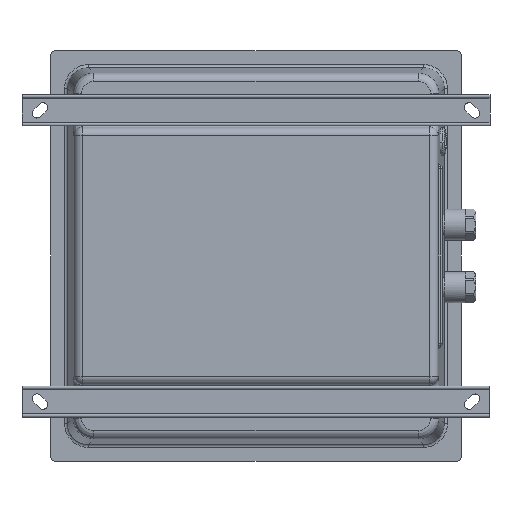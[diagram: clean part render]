
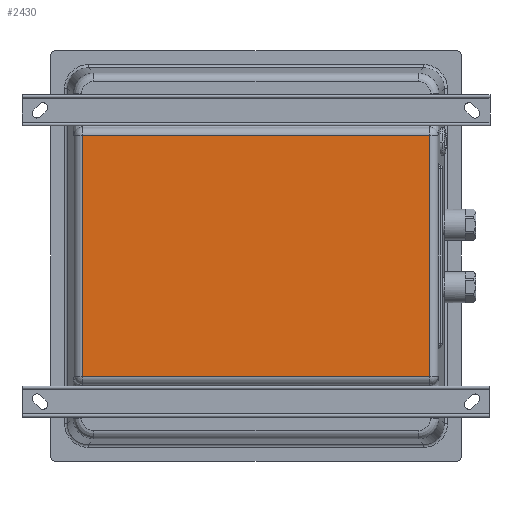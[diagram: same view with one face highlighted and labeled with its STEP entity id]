
A CAD part, front view. The second image highlights one B-rep face of the part: STEP entity #2430.
In plain terms, the highlighted planar face has unit normal (0, -1, 0).
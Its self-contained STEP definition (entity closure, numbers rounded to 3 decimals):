
#122 = DIRECTION ( 'NONE',  ( 0., 0., -1. ) ) ;
#260 = VECTOR ( 'NONE', #4446, 1000. ) ;
#338 = AXIS2_PLACEMENT_3D ( 'NONE', #1598, #3332, #4709 ) ;
#566 = EDGE_CURVE ( 'NONE', #2690, #4044, #2530, .T. ) ;
#726 = CARTESIAN_POINT ( 'NONE',  ( 166.912, 0., -115.913 ) ) ;
#947 = CARTESIAN_POINT ( 'NONE',  ( -166.912, 0., 0. ) ) ;
#1028 = VERTEX_POINT ( 'NONE', #2481 ) ;
#1270 = VECTOR ( 'NONE', #5357, 1000. ) ;
#1361 = EDGE_CURVE ( 'NONE', #1028, #3774, #3613, .T. ) ;
#1443 = EDGE_LOOP ( 'NONE', ( #4467, #3418, #1882, #2018 ) ) ;
#1598 = CARTESIAN_POINT ( 'NONE',  ( 0., 0., 0. ) ) ;
#1611 = VECTOR ( 'NONE', #3840, 1000. ) ;
#1650 = PLANE ( 'NONE',  #338 ) ;
#1882 = ORIENTED_EDGE ( 'NONE', *, *, #4200, .T. ) ;
#2018 = ORIENTED_EDGE ( 'NONE', *, *, #566, .T. ) ;
#2133 = CARTESIAN_POINT ( 'NONE',  ( 166.912, 0., 115.913 ) ) ;
#2430 = ADVANCED_FACE ( 'NONE', ( #3837 ), #1650, .F. ) ;
#2481 = CARTESIAN_POINT ( 'NONE',  ( -166.912, 0., -115.913 ) ) ;
#2530 = LINE ( 'NONE', #4264, #1611 ) ;
#2612 = VECTOR ( 'NONE', #122, 1000. ) ;
#2645 = CARTESIAN_POINT ( 'NONE',  ( 0., 0., -115.913 ) ) ;
#2690 = VERTEX_POINT ( 'NONE', #2133 ) ;
#3332 = DIRECTION ( 'NONE',  ( 0., 1., 0. ) ) ;
#3418 = ORIENTED_EDGE ( 'NONE', *, *, #1361, .T. ) ;
#3613 = LINE ( 'NONE', #2645, #1270 ) ;
#3774 = VERTEX_POINT ( 'NONE', #726 ) ;
#3837 = FACE_OUTER_BOUND ( 'NONE', #1443, .T. ) ;
#3840 = DIRECTION ( 'NONE',  ( -1., 0., 0. ) ) ;
#4022 = LINE ( 'NONE', #947, #2612 ) ;
#4044 = VERTEX_POINT ( 'NONE', #4480 ) ;
#4200 = EDGE_CURVE ( 'NONE', #3774, #2690, #5222, .T. ) ;
#4230 = EDGE_CURVE ( 'NONE', #4044, #1028, #4022, .T. ) ;
#4264 = CARTESIAN_POINT ( 'NONE',  ( 0., 0., 115.913 ) ) ;
#4358 = CARTESIAN_POINT ( 'NONE',  ( 166.912, 0., 0. ) ) ;
#4446 = DIRECTION ( 'NONE',  ( 0., 0., 1. ) ) ;
#4467 = ORIENTED_EDGE ( 'NONE', *, *, #4230, .T. ) ;
#4480 = CARTESIAN_POINT ( 'NONE',  ( -166.912, 0., 115.913 ) ) ;
#4709 = DIRECTION ( 'NONE',  ( 0., 0., 1. ) ) ;
#5222 = LINE ( 'NONE', #4358, #260 ) ;
#5357 = DIRECTION ( 'NONE',  ( 1., 0., 0. ) ) ;
